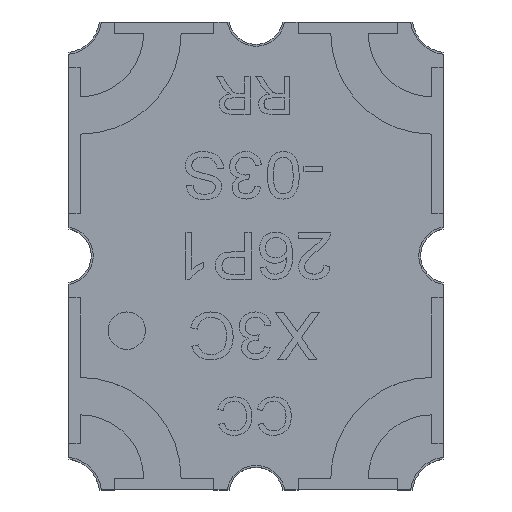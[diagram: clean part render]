
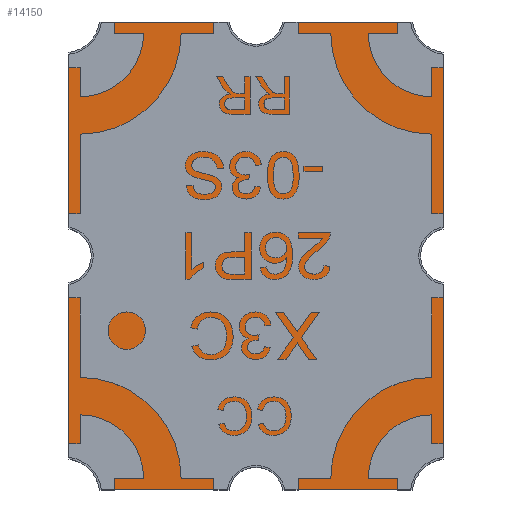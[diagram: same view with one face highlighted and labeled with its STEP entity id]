
A CAD part, top view. The second image highlights one B-rep face of the part: STEP entity #14150.
In plain terms, the highlighted planar face has unit normal (0, 0, 1).
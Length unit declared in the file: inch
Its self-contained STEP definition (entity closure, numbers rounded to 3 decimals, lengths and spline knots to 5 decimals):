
#329 = VERTEX_POINT ( 'NONE', #18922 ) ;
#617 = VERTEX_POINT ( 'NONE', #4229 ) ;
#1218 = ORIENTED_EDGE ( 'NONE', *, *, #7835, .F. ) ;
#1515 = AXIS2_PLACEMENT_3D ( 'NONE', #11016, #17138, #5557 ) ;
#1772 = EDGE_CURVE ( 'NONE', #16372, #4623, #17774, .T. ) ;
#1798 = LINE ( 'NONE', #8041, #8296 ) ;
#1917 = CARTESIAN_POINT ( 'NONE',  ( 0.10247, -0.12744, 0.062 ) ) ;
#2014 = DIRECTION ( 'NONE',  ( 0., 0., 1. ) ) ;
#2086 = ORIENTED_EDGE ( 'NONE', *, *, #1772, .F. ) ;
#2239 = EDGE_CURVE ( 'NONE', #6851, #14827, #18014, .T. ) ;
#2298 = DIRECTION ( 'NONE',  ( -1., 0., 0. ) ) ;
#2439 = CARTESIAN_POINT ( 'NONE',  ( -0.01533, -0.125, 0.062 ) ) ;
#2695 = VERTEX_POINT ( 'NONE', #2439 ) ;
#2766 = ORIENTED_EDGE ( 'NONE', *, *, #6042, .F. ) ;
#2811 = ORIENTED_EDGE ( 'NONE', *, *, #9917, .F. ) ;
#2908 = DIRECTION ( 'NONE',  ( -1., 0., 0. ) ) ;
#3098 = LINE ( 'NONE', #7826, #7329 ) ;
#3178 = AXIS2_PLACEMENT_3D ( 'NONE', #19242, #6875, #13012 ) ;
#3229 = VERTEX_POINT ( 'NONE', #16071 ) ;
#3252 = ORIENTED_EDGE ( 'NONE', *, *, #11409, .F. ) ;
#3802 = CIRCLE ( 'NONE', #14385, 0.0155 ) ;
#3816 = PLANE ( 'NONE',  #4545 ) ;
#3829 = CARTESIAN_POINT ( 'NONE',  ( -0.01532, 0.125, 0.062 ) ) ;
#4162 = CARTESIAN_POINT ( 'NONE',  ( -0.1, -0.01524, 0.062 ) ) ;
#4229 = CARTESIAN_POINT ( 'NONE',  ( -0.08269, 0.125, 0.062 ) ) ;
#4239 = DIRECTION ( 'NONE',  ( 1., 0., 0. ) ) ;
#4518 = DIRECTION ( 'NONE',  ( -1., 0., 0. ) ) ;
#4545 = AXIS2_PLACEMENT_3D ( 'NONE', #9947, #16069, #2298 ) ;
#4623 = VERTEX_POINT ( 'NONE', #6821 ) ;
#4729 = DIRECTION ( 'NONE',  ( 0., 0., 1. ) ) ;
#4753 = DIRECTION ( 'NONE',  ( -1., 0., 0. ) ) ;
#4953 = ORIENTED_EDGE ( 'NONE', *, *, #2239, .F. ) ;
#4990 = EDGE_CURVE ( 'NONE', #12942, #329, #18747, .T. ) ;
#5176 = CARTESIAN_POINT ( 'NONE',  ( 0.1, 0.10771, 0.062 ) ) ;
#5285 = CARTESIAN_POINT ( 'NONE',  ( 0.08262, -0.125, 0.062 ) ) ;
#5385 = CIRCLE ( 'NONE', #1515, 0.02 ) ;
#5557 = DIRECTION ( 'NONE',  ( -1., 0., 0. ) ) ;
#5581 = LINE ( 'NONE', #16120, #15652 ) ;
#5645 = CARTESIAN_POINT ( 'NONE',  ( -0.1, 0.10772, 0.062 ) ) ;
#5767 = CARTESIAN_POINT ( 'NONE',  ( 0.01526, 0.125, 0.062 ) ) ;
#5814 = EDGE_CURVE ( 'NONE', #2695, #6617, #19408, .T. ) ;
#5816 = CIRCLE ( 'NONE', #17050, 0.0155 ) ;
#5866 = DIRECTION ( 'NONE',  ( 0., 1., 0. ) ) ;
#6037 = DIRECTION ( 'NONE',  ( -1., 0., 0. ) ) ;
#6040 = ORIENTED_EDGE ( 'NONE', *, *, #17502, .F. ) ;
#6042 = EDGE_CURVE ( 'NONE', #329, #3229, #1798, .T. ) ;
#6061 = VECTOR ( 'NONE', #19177, 39.37008 ) ;
#6617 = VERTEX_POINT ( 'NONE', #7082 ) ;
#6806 = CARTESIAN_POINT ( 'NONE',  ( 0.1, 0.01536, 0.062 ) ) ;
#6821 = CARTESIAN_POINT ( 'NONE',  ( 0.01528, -0.125, 0.062 ) ) ;
#6851 = VERTEX_POINT ( 'NONE', #5767 ) ;
#6875 = DIRECTION ( 'NONE',  ( 0., 0., 1. ) ) ;
#6928 = CARTESIAN_POINT ( 'NONE',  ( -0.10253, 0.00006, 0.062 ) ) ;
#6984 = DIRECTION ( 'NONE',  ( 0., -1., 0. ) ) ;
#7045 = VERTEX_POINT ( 'NONE', #17804 ) ;
#7078 = LINE ( 'NONE', #8672, #10034 ) ;
#7082 = CARTESIAN_POINT ( 'NONE',  ( -0.08268, -0.125, 0.062 ) ) ;
#7174 = DIRECTION ( 'NONE',  ( -1., 0., 0. ) ) ;
#7298 = VERTEX_POINT ( 'NONE', #6806 ) ;
#7329 = VECTOR ( 'NONE', #12166, 39.37008 ) ;
#7357 = DIRECTION ( 'NONE',  ( -1., 0., 0. ) ) ;
#7587 = EDGE_CURVE ( 'NONE', #8692, #13912, #7078, .T. ) ;
#7826 = CARTESIAN_POINT ( 'NONE',  ( 0., 0.125, 0.062 ) ) ;
#7835 = EDGE_CURVE ( 'NONE', #7045, #18427, #12035, .T. ) ;
#8041 = CARTESIAN_POINT ( 'NONE',  ( 0.1, 0., 0.062 ) ) ;
#8296 = VECTOR ( 'NONE', #14262, 39.37008 ) ;
#8305 = CIRCLE ( 'NONE', #3178, 0.02 ) ;
#8672 = CARTESIAN_POINT ( 'NONE',  ( -0.1, 0., 0.062 ) ) ;
#8692 = VERTEX_POINT ( 'NONE', #19063 ) ;
#8697 = CARTESIAN_POINT ( 'NONE',  ( -0.10253, 0.12756, 0.062 ) ) ;
#8842 = ORIENTED_EDGE ( 'NONE', *, *, #17905, .F. ) ;
#8943 = AXIS2_PLACEMENT_3D ( 'NONE', #1917, #2014, #12505 ) ;
#9528 = ORIENTED_EDGE ( 'NONE', *, *, #16415, .F. ) ;
#9915 = ORIENTED_EDGE ( 'NONE', *, *, #13103, .F. ) ;
#9917 = EDGE_CURVE ( 'NONE', #16215, #7298, #5581, .T. ) ;
#9947 = CARTESIAN_POINT ( 'NONE',  ( 0., 0., 0.062 ) ) ;
#10034 = VECTOR ( 'NONE', #5866, 39.37008 ) ;
#10185 = DIRECTION ( 'NONE',  ( 0., 0., 1. ) ) ;
#10691 = VECTOR ( 'NONE', #13633, 39.37008 ) ;
#10767 = CARTESIAN_POINT ( 'NONE',  ( 0.10247, 0.00006, 0.062 ) ) ;
#11016 = CARTESIAN_POINT ( 'NONE',  ( 0.10247, 0.12756, 0.062 ) ) ;
#11210 = CIRCLE ( 'NONE', #18897, 0.0155 ) ;
#11409 = EDGE_CURVE ( 'NONE', #617, #16494, #3098, .T. ) ;
#11478 = EDGE_CURVE ( 'NONE', #16494, #6851, #13757, .T. ) ;
#11578 = CARTESIAN_POINT ( 'NONE',  ( 0., -0.125, 0.062 ) ) ;
#11820 = AXIS2_PLACEMENT_3D ( 'NONE', #18870, #12647, #18685 ) ;
#11872 = ORIENTED_EDGE ( 'NONE', *, *, #5814, .F. ) ;
#12035 = LINE ( 'NONE', #14940, #10691 ) ;
#12166 = DIRECTION ( 'NONE',  ( 1., 0., 0. ) ) ;
#12505 = DIRECTION ( 'NONE',  ( -1., 0., 0. ) ) ;
#12644 = AXIS2_PLACEMENT_3D ( 'NONE', #10767, #4729, #6037 ) ;
#12647 = DIRECTION ( 'NONE',  ( 0., 0., 1. ) ) ;
#12942 = VERTEX_POINT ( 'NONE', #15127 ) ;
#13012 = DIRECTION ( 'NONE',  ( -1., 0., 0. ) ) ;
#13066 = DIRECTION ( 'NONE',  ( 0., 0., 1. ) ) ;
#13103 = EDGE_CURVE ( 'NONE', #14827, #16215, #5385, .T. ) ;
#13105 = VECTOR ( 'NONE', #7357, 39.37008 ) ;
#13300 = ORIENTED_EDGE ( 'NONE', *, *, #14157, .F. ) ;
#13377 = CIRCLE ( 'NONE', #16907, 0.02 ) ;
#13633 = DIRECTION ( 'NONE',  ( 0., 1., 0. ) ) ;
#13757 = CIRCLE ( 'NONE', #11820, 0.0155 ) ;
#13912 = VERTEX_POINT ( 'NONE', #5645 ) ;
#14150 = ADVANCED_FACE ( 'NONE', ( #17589 ), #3816, .F. ) ;
#14157 = EDGE_CURVE ( 'NONE', #18427, #8692, #5816, .T. ) ;
#14262 = DIRECTION ( 'NONE',  ( 0., -1., 0. ) ) ;
#14313 = ORIENTED_EDGE ( 'NONE', *, *, #4990, .F. ) ;
#14385 = AXIS2_PLACEMENT_3D ( 'NONE', #17730, #10185, #7174 ) ;
#14520 = ORIENTED_EDGE ( 'NONE', *, *, #17701, .F. ) ;
#14827 = VERTEX_POINT ( 'NONE', #18320 ) ;
#14940 = CARTESIAN_POINT ( 'NONE',  ( -0.1, 0., 0.062 ) ) ;
#15127 = CARTESIAN_POINT ( 'NONE',  ( 0.08697, 0.00006, 0.062 ) ) ;
#15652 = VECTOR ( 'NONE', #6984, 39.37008 ) ;
#15822 = EDGE_LOOP ( 'NONE', ( #8842, #2086, #14520, #2766, #14313, #6040, #2811, #9915, #4953, #18979, #3252, #9528, #18686, #13300, #1218, #19711, #11872 ) ) ;
#16069 = DIRECTION ( 'NONE',  ( 0., 0., -1. ) ) ;
#16071 = CARTESIAN_POINT ( 'NONE',  ( 0.1, -0.1076, 0.062 ) ) ;
#16120 = CARTESIAN_POINT ( 'NONE',  ( 0.1, 0., 0.062 ) ) ;
#16215 = VERTEX_POINT ( 'NONE', #5176 ) ;
#16364 = CARTESIAN_POINT ( 'NONE',  ( 0., -0.125, 0.062 ) ) ;
#16372 = VERTEX_POINT ( 'NONE', #5285 ) ;
#16415 = EDGE_CURVE ( 'NONE', #13912, #617, #13377, .T. ) ;
#16494 = VERTEX_POINT ( 'NONE', #3829 ) ;
#16907 = AXIS2_PLACEMENT_3D ( 'NONE', #8697, #18958, #4753 ) ;
#17050 = AXIS2_PLACEMENT_3D ( 'NONE', #6928, #13066, #2908 ) ;
#17138 = DIRECTION ( 'NONE',  ( 0., 0., 1. ) ) ;
#17502 = EDGE_CURVE ( 'NONE', #7298, #12942, #3802, .T. ) ;
#17589 = FACE_OUTER_BOUND ( 'NONE', #15822, .T. ) ;
#17606 = CIRCLE ( 'NONE', #8943, 0.02 ) ;
#17701 = EDGE_CURVE ( 'NONE', #3229, #16372, #17606, .T. ) ;
#17730 = CARTESIAN_POINT ( 'NONE',  ( 0.10247, 0.00006, 0.062 ) ) ;
#17774 = LINE ( 'NONE', #16364, #6061 ) ;
#17804 = CARTESIAN_POINT ( 'NONE',  ( -0.1, -0.1076, 0.062 ) ) ;
#17905 = EDGE_CURVE ( 'NONE', #4623, #2695, #11210, .T. ) ;
#18014 = LINE ( 'NONE', #18205, #18821 ) ;
#18205 = CARTESIAN_POINT ( 'NONE',  ( 0., 0.125, 0.062 ) ) ;
#18310 = EDGE_CURVE ( 'NONE', #6617, #7045, #8305, .T. ) ;
#18320 = CARTESIAN_POINT ( 'NONE',  ( 0.08264, 0.125, 0.062 ) ) ;
#18427 = VERTEX_POINT ( 'NONE', #4162 ) ;
#18480 = CARTESIAN_POINT ( 'NONE',  ( -0.00003, -0.12744, 0.062 ) ) ;
#18582 = DIRECTION ( 'NONE',  ( 0., 0., 1. ) ) ;
#18685 = DIRECTION ( 'NONE',  ( -1., 0., 0. ) ) ;
#18686 = ORIENTED_EDGE ( 'NONE', *, *, #7587, .F. ) ;
#18747 = CIRCLE ( 'NONE', #12644, 0.0155 ) ;
#18821 = VECTOR ( 'NONE', #4239, 39.37008 ) ;
#18870 = CARTESIAN_POINT ( 'NONE',  ( -0.00003, 0.12756, 0.062 ) ) ;
#18897 = AXIS2_PLACEMENT_3D ( 'NONE', #18480, #18582, #4518 ) ;
#18922 = CARTESIAN_POINT ( 'NONE',  ( 0.1, -0.01524, 0.062 ) ) ;
#18958 = DIRECTION ( 'NONE',  ( 0., 0., 1. ) ) ;
#18979 = ORIENTED_EDGE ( 'NONE', *, *, #11478, .F. ) ;
#19063 = CARTESIAN_POINT ( 'NONE',  ( -0.1, 0.01535, 0.062 ) ) ;
#19177 = DIRECTION ( 'NONE',  ( -1., 0., 0. ) ) ;
#19242 = CARTESIAN_POINT ( 'NONE',  ( -0.10253, -0.12744, 0.062 ) ) ;
#19408 = LINE ( 'NONE', #11578, #13105 ) ;
#19711 = ORIENTED_EDGE ( 'NONE', *, *, #18310, .F. ) ;
